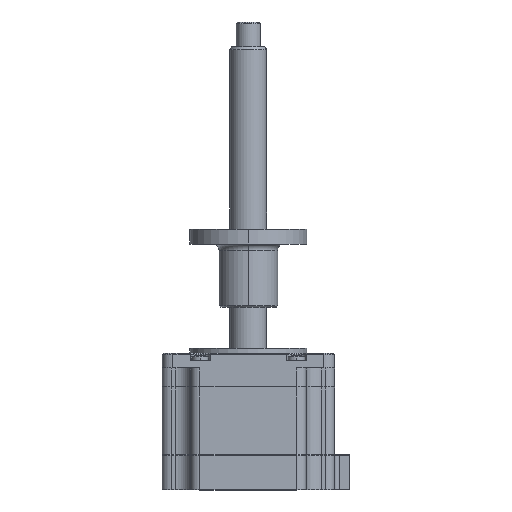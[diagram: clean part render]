
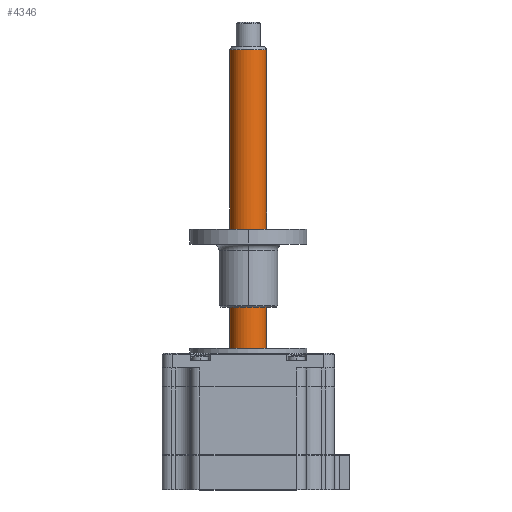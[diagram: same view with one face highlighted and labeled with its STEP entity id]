
A CAD part, top view. The second image highlights one B-rep face of the part: STEP entity #4346.
In plain terms, the highlighted cylindrical face has radius 6 mm (diameter 12 mm), a partial arc.
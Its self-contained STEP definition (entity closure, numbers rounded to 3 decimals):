
#1006 = VECTOR ( 'NONE', #3830, 1000. ) ;
#1441 = ORIENTED_EDGE ( 'NONE', *, *, #4460, .F. ) ;
#2147 = CARTESIAN_POINT ( 'NONE',  ( -23.14, 102.999, 32.007 ) ) ;
#2287 = VERTEX_POINT ( 'NONE', #11523 ) ;
#2426 = ORIENTED_EDGE ( 'NONE', *, *, #9181, .F. ) ;
#3021 = CIRCLE ( 'NONE', #13178, 6. ) ;
#3315 = EDGE_CURVE ( 'NONE', #5644, #6355, #3021, .T. ) ;
#3382 = CARTESIAN_POINT ( 'NONE',  ( -11.445, 3.999, 34.693 ) ) ;
#3476 = AXIS2_PLACEMENT_3D ( 'NONE', #8364, #9395, #7264 ) ;
#3489 = EDGE_CURVE ( 'NONE', #6355, #2287, #6290, .T. ) ;
#3830 = DIRECTION ( 'NONE',  ( 0., -1., 0. ) ) ;
#4124 = LINE ( 'NONE', #11031, #12137 ) ;
#4346 = ADVANCED_FACE ( 'NONE', ( #12460 ), #6934, .T. ) ;
#4460 = EDGE_CURVE ( 'NONE', #11444, #2287, #8397, .T. ) ;
#5441 = CARTESIAN_POINT ( 'NONE',  ( -17.293, 3.999, 33.35 ) ) ;
#5644 = VERTEX_POINT ( 'NONE', #10277 ) ;
#5677 = EDGE_LOOP ( 'NONE', ( #2426, #13120, #7842, #1441 ) ) ;
#6268 = CARTESIAN_POINT ( 'NONE',  ( -17.293, 102.999, 33.35 ) ) ;
#6285 = AXIS2_PLACEMENT_3D ( 'NONE', #5441, #12714, #6464 ) ;
#6290 = LINE ( 'NONE', #10060, #1006 ) ;
#6355 = VERTEX_POINT ( 'NONE', #2147 ) ;
#6464 = DIRECTION ( 'NONE',  ( -0.975, 0., -0.224 ) ) ;
#6934 = CYLINDRICAL_SURFACE ( 'NONE', #3476, 6. ) ;
#7264 = DIRECTION ( 'NONE',  ( -0.975, 0., -0.224 ) ) ;
#7318 = DIRECTION ( 'NONE',  ( 0.975, 0., 0.224 ) ) ;
#7842 = ORIENTED_EDGE ( 'NONE', *, *, #3489, .T. ) ;
#8364 = CARTESIAN_POINT ( 'NONE',  ( -17.293, 103.999, 33.35 ) ) ;
#8397 = CIRCLE ( 'NONE', #6285, 6. ) ;
#9181 = EDGE_CURVE ( 'NONE', #5644, #11444, #4124, .T. ) ;
#9395 = DIRECTION ( 'NONE',  ( 0., -1., 0. ) ) ;
#10060 = CARTESIAN_POINT ( 'NONE',  ( -23.14, 103.999, 32.007 ) ) ;
#10277 = CARTESIAN_POINT ( 'NONE',  ( -11.445, 102.999, 34.693 ) ) ;
#11031 = CARTESIAN_POINT ( 'NONE',  ( -11.445, 103.999, 34.693 ) ) ;
#11444 = VERTEX_POINT ( 'NONE', #3382 ) ;
#11523 = CARTESIAN_POINT ( 'NONE',  ( -23.14, 3.999, 32.007 ) ) ;
#12068 = DIRECTION ( 'NONE',  ( 0., -1., 0. ) ) ;
#12137 = VECTOR ( 'NONE', #12068, 1000. ) ;
#12460 = FACE_OUTER_BOUND ( 'NONE', #5677, .T. ) ;
#12714 = DIRECTION ( 'NONE',  ( 0., -1., 0. ) ) ;
#13120 = ORIENTED_EDGE ( 'NONE', *, *, #3315, .T. ) ;
#13178 = AXIS2_PLACEMENT_3D ( 'NONE', #6268, #13542, #7318 ) ;
#13542 = DIRECTION ( 'NONE',  ( 0., -1., 0. ) ) ;
